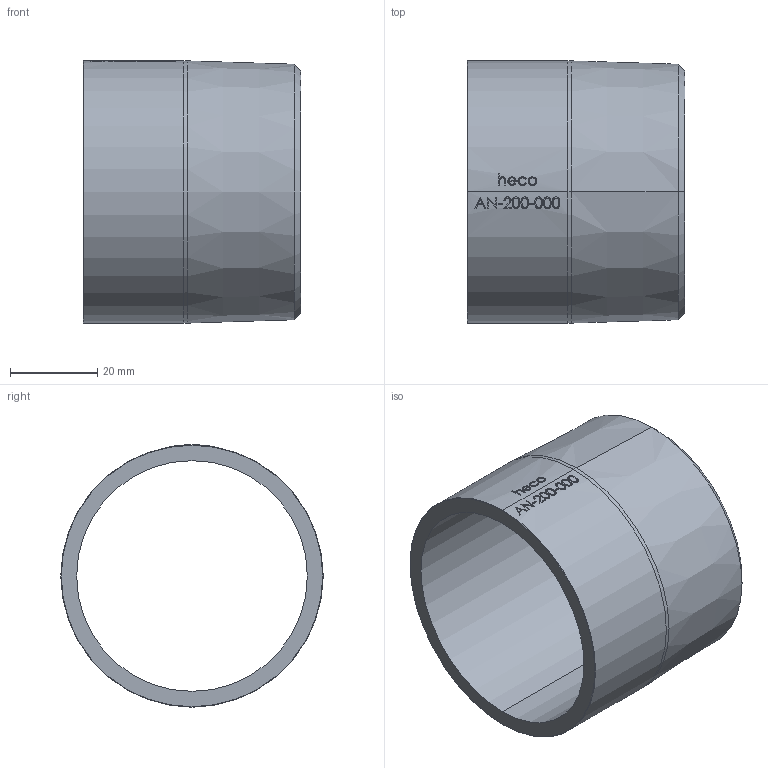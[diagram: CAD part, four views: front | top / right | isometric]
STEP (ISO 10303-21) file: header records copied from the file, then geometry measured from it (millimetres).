
FILE_DESCRIPTION (( 'STEP AP214' ), '1' );
FILE_NAME ('AN-200-000-x Anschweißnippel heco.STEP', '2018-05-18T08:37:55', ( '' ), ( '' ), 'SwSTEP 2.0', 'SolidWorks 2016', '' );
FILE_SCHEMA (( 'AUTOMOTIVE_DESIGN' ));
Length unit declared in the file: millimetre
Products named in the file (1): AN-200-000-x Anschweißnippel heco
Bounding box: 50 x 60.3 x 60.3 mm (x, y, z)
Volume: 30149.3 mm3; surface area: 18706.1 mm2
Topology: 1 solids, 1 shells, 171 faces, 432 edges, 286 vertices
Faces by surface type: bspline 99, plane 38, cylinder 26, cone 8
Entity records: 19876 total; most frequent: CARTESIAN_POINT 14920, ORIENTED_EDGE 864, EDGE_CURVE 432, DIRECTION 314, B_SPLINE_CURVE_WITH_KNOTS 310, VERTEX_POINT 286, EDGE_LOOP 196, ADVANCED_FACE 171
